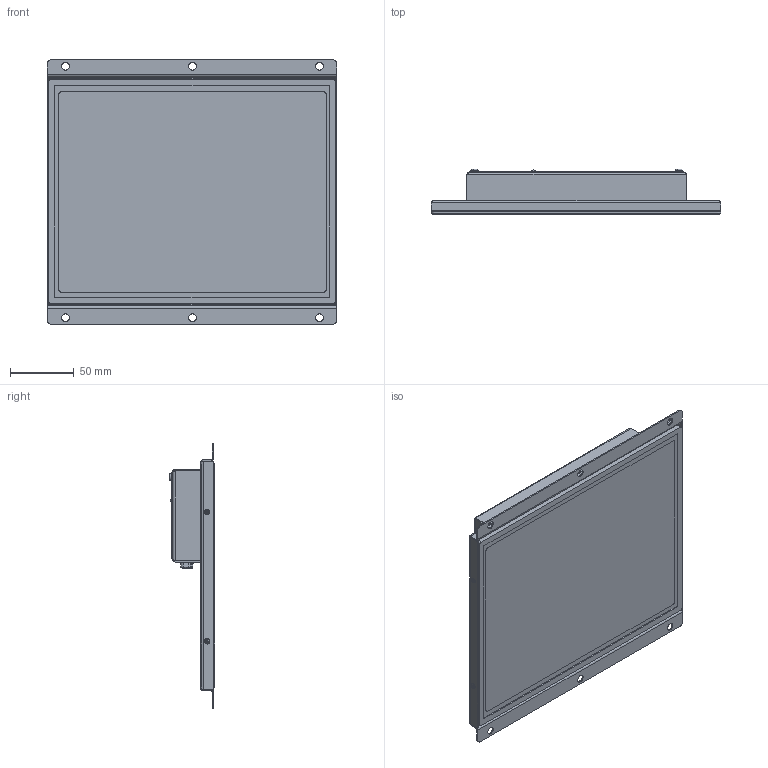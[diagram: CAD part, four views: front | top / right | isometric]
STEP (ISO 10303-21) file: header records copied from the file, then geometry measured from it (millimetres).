
FILE_DESCRIPTION(/* description */ ('TFT 10,4 Zoll 4_3 Rev.1.0'),/* implementation_level */ '2;1');
FILE_NAME(/* name */ '20000019 TFT 10,4 Zoll 4_3 Rev.1.0.stp',/* time_stamp */ '2019-08-21T16:18:47+02:00',/* author */ ('Uwe Kosiol'),/* organization */ (''),/* preprocessor_version */ 'ST-DEVELOPER v17.2',/* originating_system */ 'Autodesk Inventor 2019',/* authorisation */ '');
FILE_SCHEMA (('AUTOMOTIVE_DESIGN { 1 0 10303 214 3 1 1 }'));
Products named in the file (13): 20000019; 00000049; 00000048; 00000010; 00003592; 00000066; 00000065; 00000011; 00000027; ANSI B18.3.4M - M3 x 0.5 x 6; DIN EN ISO 7046-2 H - M2x3 - 8.8 - H1; 00003224; ANSI B18.3.4M - M3 x 0.5 x 5
Assembly tree (29 placements, depth 2):
  20000019
    00000049
    00000048
    00003224  x8
    00000010
    00003592
    00000066
    00000065
    00000011
    00000027  x2
    ANSI B18.3.4M - M3 x 0.5 x 6  x2
    DIN EN ISO 7046-2 H - M2x3 - 8.8 - H1  x4
    ANSI B18.3.4M - M3 x 0.5 x 5  x6
Bounding box: 228 x 35.85 x 208 mm (x, y, z)
Volume: 473115 mm3; surface area: 277676.6 mm2
Topology: 76 solids, 76 shells, 2125 faces, 5396 edges, 3594 vertices
Faces by surface type: plane 1342, cylinder 472, bspline 144, cone 102, torus 56, sphere 9
Full cylindrical faces by diameter (mm): 0.5 x48, 0.8 x15, 1 x2, 1.5 x1, 1.567 x4, 2 x8, 2.2 x6, 2.459 x14, 2.5 x2, 2.9 x1, 3 x9, 3.2 x6, 3.4 x6, 3.5 x6, 3.8 x5, 4.4 x2, 5.41 x10, 5.42 x10, 5.7 x8, 6 x7, 6.3 x1, 8 x1
Entity records: 60646 total; most frequent: CARTESIAN_POINT 13166, ORIENTED_EDGE 9438, DIRECTION 9199, EDGE_CURVE 4719, LINE 3221, VECTOR 3221, VERTEX_POINT 3155, AXIS2_PLACEMENT_3D 2989
